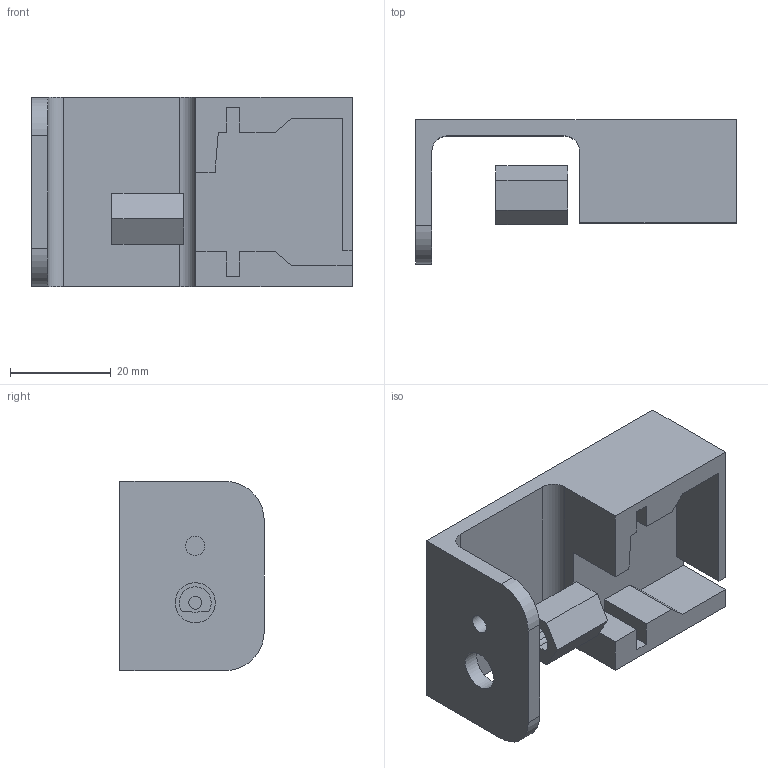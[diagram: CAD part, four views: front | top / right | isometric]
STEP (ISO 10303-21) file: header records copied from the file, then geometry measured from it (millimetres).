
FILE_DESCRIPTION(/* description */ (''),/* implementation_level */ '2;1');
FILE_NAME(/* name */ 'Servo Pot Holder .step',/* time_stamp */ '2018-09-09T17:40:13-04:00',/* author */ ('Xaveagle'),/* organization */ (''),/* preprocessor_version */ 'ST-DEVELOPER v17.2',/* originating_system */ 'Autodesk Translation Framework v7.6.0.251',/* authorisation */ '');
FILE_SCHEMA (('AUTOMOTIVE_DESIGN { 1 0 10303 214 3 1 1 }'));
Length unit declared in the file: millimetre
Products named in the file (2): Servo Pot Holder; Shaft Adapter
Assembly tree (1 placements, depth 2):
  Servo Pot Holder
    Shaft Adapter
Bounding box: 63.5 x 28.57 x 37.47 mm (x, y, z)
Volume: 22580.6 mm3; surface area: 11734.3 mm2
Topology: 2 solids, 2 shells, 52 faces, 138 edges, 92 vertices
Faces by surface type: plane 42, cylinder 10
Full cylindrical faces by diameter (mm): 2.54 x1, 3.81 x1, 4.763 x1, 7.938 x1
Entity records: 1675 total; most frequent: CARTESIAN_POINT 285, ORIENTED_EDGE 276, DIRECTION 268, EDGE_CURVE 138, LINE 118, VECTOR 118, VERTEX_POINT 92, AXIS2_PLACEMENT_3D 75
